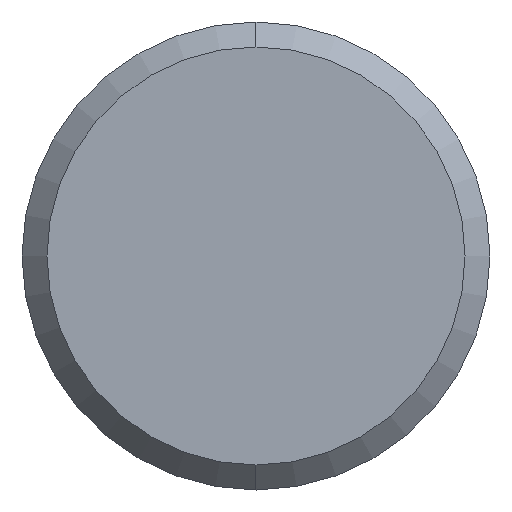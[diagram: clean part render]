
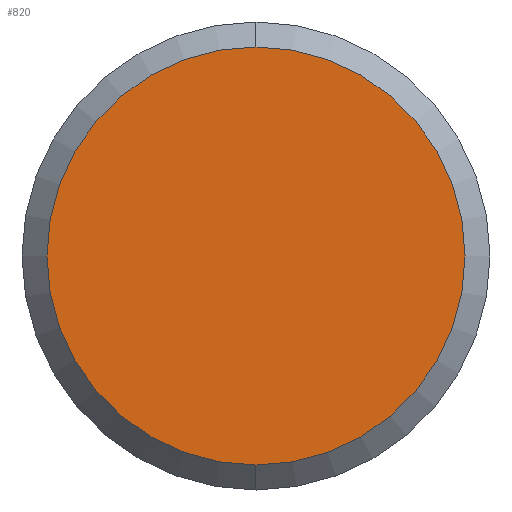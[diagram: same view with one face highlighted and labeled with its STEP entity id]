
A CAD part, left-side view. The second image highlights one B-rep face of the part: STEP entity #820.
In plain terms, the highlighted planar face has unit normal (-1, 0, 0).
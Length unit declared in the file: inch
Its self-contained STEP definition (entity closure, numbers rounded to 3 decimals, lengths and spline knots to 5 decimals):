
#1 = CIRCLE ( 'NONE', #718, 0.1675 ) ;
#17 = CIRCLE ( 'NONE', #800, 0.1675 ) ;
#32 = DIRECTION ( 'NONE',  ( 0., 0., -1. ) ) ;
#121 = EDGE_CURVE ( 'NONE', #180, #940, #1, .T. ) ;
#122 = DIRECTION ( 'NONE',  ( 1., 0., 0. ) ) ;
#171 = DIRECTION ( 'NONE',  ( -1., 0., 0. ) ) ;
#180 = VERTEX_POINT ( 'NONE', #1286 ) ;
#220 = AXIS2_PLACEMENT_3D ( 'NONE', #1122, #171, #914 ) ;
#356 = EDGE_LOOP ( 'NONE', ( #1341, #564 ) ) ;
#564 = ORIENTED_EDGE ( 'NONE', *, *, #1074, .F. ) ;
#589 = PLANE ( 'NONE',  #220 ) ;
#600 = CARTESIAN_POINT ( 'NONE',  ( 0., 0., 0.1675 ) ) ;
#662 = DIRECTION ( 'NONE',  ( 1., 0., 0. ) ) ;
#718 = AXIS2_PLACEMENT_3D ( 'NONE', #754, #122, #864 ) ;
#754 = CARTESIAN_POINT ( 'NONE',  ( 0., 0., 0. ) ) ;
#800 = AXIS2_PLACEMENT_3D ( 'NONE', #1294, #662, #32 ) ;
#820 = ADVANCED_FACE ( 'NONE', ( #952 ), #589, .T. ) ;
#864 = DIRECTION ( 'NONE',  ( 0., 0., -1. ) ) ;
#914 = DIRECTION ( 'NONE',  ( 0., 0., 1. ) ) ;
#940 = VERTEX_POINT ( 'NONE', #600 ) ;
#952 = FACE_OUTER_BOUND ( 'NONE', #356, .T. ) ;
#1074 = EDGE_CURVE ( 'NONE', #940, #180, #17, .T. ) ;
#1122 = CARTESIAN_POINT ( 'NONE',  ( 0., 0.1875, 0. ) ) ;
#1286 = CARTESIAN_POINT ( 'NONE',  ( 0., 0., -0.1675 ) ) ;
#1294 = CARTESIAN_POINT ( 'NONE',  ( 0., 0., 0. ) ) ;
#1341 = ORIENTED_EDGE ( 'NONE', *, *, #121, .F. ) ;
